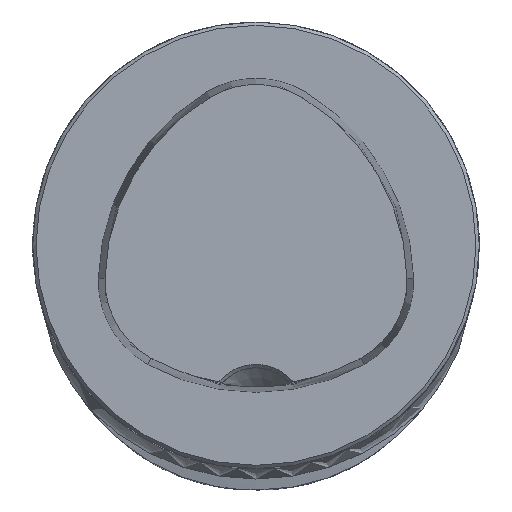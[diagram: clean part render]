
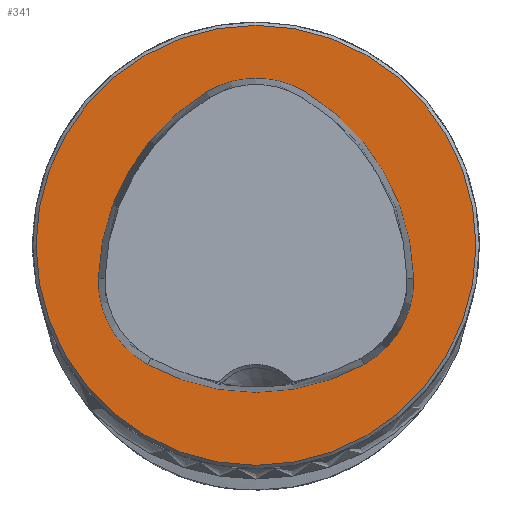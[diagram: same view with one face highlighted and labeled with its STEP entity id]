
A CAD part, top view. The second image highlights one B-rep face of the part: STEP entity #341.
In plain terms, the highlighted planar face has unit normal (0, 0, 1).
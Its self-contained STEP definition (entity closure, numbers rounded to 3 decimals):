
#121=FACE_BOUND('',#659,.T.);
#122=FACE_BOUND('',#660,.T.);
#288=CIRCLE('',#2487,20.063);
#290=CIRCLE('',#2490,20.063);
#291=CIRCLE('',#2491,8.563);
#292=CIRCLE('',#2492,20.063);
#293=CIRCLE('',#2493,8.563);
#294=CIRCLE('',#2494,8.563);
#295=CIRCLE('',#2495,19.7);
#341=ADVANCED_FACE('CU_E_LO_SU_1',(#121,#122),#465,.T.);
#465=PLANE('',#2496);
#659=EDGE_LOOP('',(#972,#973,#974,#975,#976,#977));
#660=EDGE_LOOP('',(#978));
#972=ORIENTED_EDGE('',*,*,#1842,.F.);
#973=ORIENTED_EDGE('',*,*,#1843,.F.);
#974=ORIENTED_EDGE('',*,*,#1844,.F.);
#975=ORIENTED_EDGE('',*,*,#1845,.F.);
#976=ORIENTED_EDGE('',*,*,#1839,.F.);
#977=ORIENTED_EDGE('',*,*,#1846,.F.);
#978=ORIENTED_EDGE('',*,*,#1847,.T.);
#1605=VERTEX_POINT('',#3925);
#1606=VERTEX_POINT('',#3927);
#1608=VERTEX_POINT('',#3933);
#1609=VERTEX_POINT('',#3934);
#1610=VERTEX_POINT('',#3936);
#1611=VERTEX_POINT('',#3938);
#1612=VERTEX_POINT('',#3942);
#1839=EDGE_CURVE('',#1605,#1606,#288,.T.);
#1842=EDGE_CURVE('',#1608,#1609,#290,.T.);
#1843=EDGE_CURVE('',#1610,#1608,#291,.T.);
#1844=EDGE_CURVE('',#1611,#1610,#292,.T.);
#1845=EDGE_CURVE('',#1606,#1611,#293,.T.);
#1846=EDGE_CURVE('',#1609,#1605,#294,.T.);
#1847=EDGE_CURVE('',#1612,#1612,#295,.T.);
#2487=AXIS2_PLACEMENT_3D('',#3926,#2803,#2804);
#2490=AXIS2_PLACEMENT_3D('',#3932,#2810,#2811);
#2491=AXIS2_PLACEMENT_3D('',#3935,#2812,#2813);
#2492=AXIS2_PLACEMENT_3D('',#3937,#2814,#2815);
#2493=AXIS2_PLACEMENT_3D('',#3939,#2816,#2817);
#2494=AXIS2_PLACEMENT_3D('',#3940,#2818,#2819);
#2495=AXIS2_PLACEMENT_3D('',#3941,#2820,#2821);
#2496=AXIS2_PLACEMENT_3D('',#3943,#2822,#2823);
#2803=DIRECTION('',(0.,0.,1.));
#2804=DIRECTION('',(1.,0.,0.));
#2810=DIRECTION('',(0.,0.,1.));
#2811=DIRECTION('',(1.,0.,0.));
#2812=DIRECTION('',(0.,0.,1.));
#2813=DIRECTION('',(1.,0.,0.));
#2814=DIRECTION('',(0.,0.,1.));
#2815=DIRECTION('',(1.,0.,0.));
#2816=DIRECTION('',(0.,0.,1.));
#2817=DIRECTION('',(1.,0.,0.));
#2818=DIRECTION('',(0.,0.,1.));
#2819=DIRECTION('',(1.,0.,0.));
#2820=DIRECTION('',(0.,0.,1.));
#2821=DIRECTION('',(1.,0.,0.));
#2822=DIRECTION('',(0.,0.,1.));
#2823=DIRECTION('',(1.,0.,0.));
#3925=CARTESIAN_POINT('',(-9.704,-10.66,0.));
#3926=CARTESIAN_POINT('',(0.,6.9,0.));
#3927=CARTESIAN_POINT('',(9.704,-10.66,0.));
#3932=CARTESIAN_POINT('',(5.934,-3.451,0.));
#3933=CARTESIAN_POINT('',(-4.418,13.735,0.));
#3934=CARTESIAN_POINT('',(-14.123,-2.953,0.));
#3935=CARTESIAN_POINT('',(0.,6.4,0.));
#3936=CARTESIAN_POINT('',(4.418,13.735,0.));
#3937=CARTESIAN_POINT('',(-5.934,-3.451,0.));
#3938=CARTESIAN_POINT('',(14.123,-2.953,0.));
#3939=CARTESIAN_POINT('',(5.562,-3.165,0.));
#3940=CARTESIAN_POINT('',(-5.562,-3.165,0.));
#3941=CARTESIAN_POINT('',(0.,0.,0.));
#3942=CARTESIAN_POINT('',(19.7,0.,0.));
#3943=CARTESIAN_POINT('',(0.,0.,0.));
